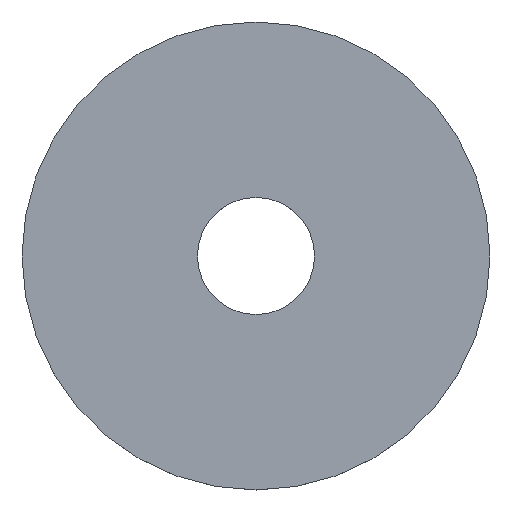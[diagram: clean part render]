
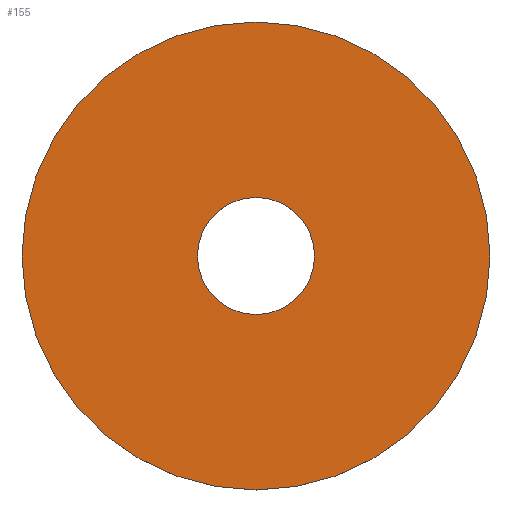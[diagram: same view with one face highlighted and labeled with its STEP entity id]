
A CAD part, top view. The second image highlights one B-rep face of the part: STEP entity #155.
In plain terms, the highlighted planar face has unit normal (0, 0, 1).
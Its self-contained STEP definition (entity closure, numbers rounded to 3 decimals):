
#1 = DIRECTION ( 'NONE',  ( 0., 1., 0. ) ) ;
#3 = AXIS2_PLACEMENT_3D ( 'NONE', #81, #40, #140 ) ;
#8 = DIRECTION ( 'NONE',  ( 0., 0., -1. ) ) ;
#26 = EDGE_LOOP ( 'NONE', ( #118 ) ) ;
#31 = CARTESIAN_POINT ( 'NONE',  ( 0., 5., 1.1 ) ) ;
#40 = DIRECTION ( 'NONE',  ( 0., 0., -1. ) ) ;
#41 = EDGE_CURVE ( 'NONE', #46, #46, #160, .T. ) ;
#42 = AXIS2_PLACEMENT_3D ( 'NONE', #117, #127, #109 ) ;
#46 = VERTEX_POINT ( 'NONE', #150 ) ;
#56 = ORIENTED_EDGE ( 'NONE', *, *, #141, .T. ) ;
#72 = PLANE ( 'NONE',  #42 ) ;
#73 = AXIS2_PLACEMENT_3D ( 'NONE', #136, #8, #1 ) ;
#76 = VERTEX_POINT ( 'NONE', #31 ) ;
#81 = CARTESIAN_POINT ( 'NONE',  ( 0., 0., 1.1 ) ) ;
#109 = DIRECTION ( 'NONE',  ( 0., -1., 0. ) ) ;
#117 = CARTESIAN_POINT ( 'NONE',  ( 0., 5., 1.1 ) ) ;
#118 = ORIENTED_EDGE ( 'NONE', *, *, #41, .F. ) ;
#119 = EDGE_LOOP ( 'NONE', ( #56 ) ) ;
#127 = DIRECTION ( 'NONE',  ( 0., 0., 1. ) ) ;
#136 = CARTESIAN_POINT ( 'NONE',  ( 0., 0., 1.1 ) ) ;
#140 = DIRECTION ( 'NONE',  ( 0., 1., 0. ) ) ;
#141 = EDGE_CURVE ( 'NONE', #76, #76, #153, .T. ) ;
#150 = CARTESIAN_POINT ( 'NONE',  ( 0., 20., 1.1 ) ) ;
#153 = CIRCLE ( 'NONE', #73, 5. ) ;
#155 = ADVANCED_FACE ( 'NONE', ( #163, #159 ), #72, .T. ) ;
#159 = FACE_OUTER_BOUND ( 'NONE', #26, .T. ) ;
#160 = CIRCLE ( 'NONE', #3, 20. ) ;
#163 = FACE_BOUND ( 'NONE', #119, .T. ) ;
